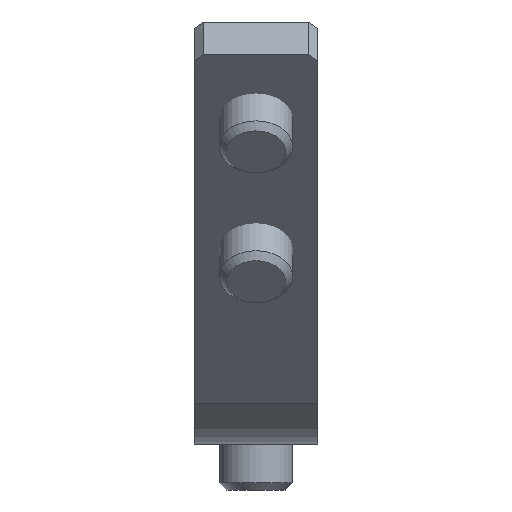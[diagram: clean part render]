
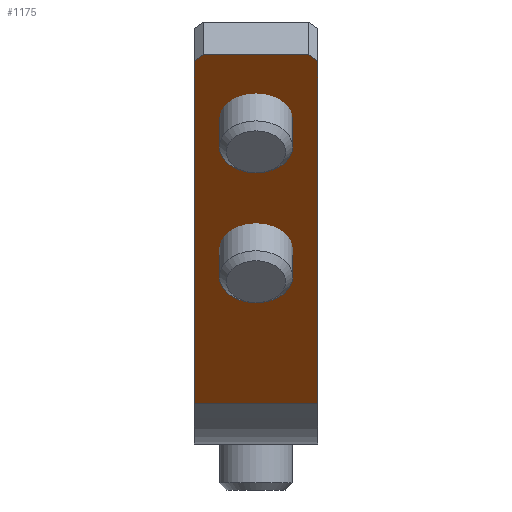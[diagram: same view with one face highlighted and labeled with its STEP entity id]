
A CAD part, left-side view. The second image highlights one B-rep face of the part: STEP entity #1175.
In plain terms, the highlighted planar face has unit normal (-0.707, 0, -0.707).
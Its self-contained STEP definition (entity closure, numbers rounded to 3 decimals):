
#64=FACE_BOUND('',#167,.T.);
#65=FACE_BOUND('',#168,.T.);
#94=FACE_OUTER_BOUND('',#166,.T.);
#166=EDGE_LOOP('',(#756,#757,#758,#759,#760,#761));
#167=EDGE_LOOP('',(#762));
#168=EDGE_LOOP('',(#763));
#266=CIRCLE('',#1256,3.324);
#267=CIRCLE('',#1257,3.324);
#295=LINE('',#1662,#393);
#297=LINE('',#1668,#395);
#300=LINE('',#1676,#398);
#301=LINE('',#1677,#399);
#302=LINE('',#1679,#400);
#303=LINE('',#1680,#401);
#393=VECTOR('',#1360,52.787);
#395=VECTOR('',#1364,52.787);
#398=VECTOR('',#1371,1.414);
#399=VECTOR('',#1372,13.5);
#400=VECTOR('',#1373,1.414);
#401=VECTOR('',#1374,11.5);
#489=VERTEX_POINT('',#1654);
#492=VERTEX_POINT('',#1660);
#493=VERTEX_POINT('',#1664);
#495=VERTEX_POINT('',#1667);
#498=VERTEX_POINT('',#1675);
#499=VERTEX_POINT('',#1678);
#500=VERTEX_POINT('',#1681);
#501=VERTEX_POINT('',#1683);
#600=EDGE_CURVE('',#489,#492,#295,.T.);
#602=EDGE_CURVE('',#495,#493,#297,.T.);
#606=EDGE_CURVE('',#489,#498,#300,.T.);
#607=EDGE_CURVE('',#495,#492,#301,.T.);
#608=EDGE_CURVE('',#499,#493,#302,.T.);
#609=EDGE_CURVE('',#499,#498,#303,.T.);
#610=EDGE_CURVE('',#500,#500,#266,.T.);
#611=EDGE_CURVE('',#501,#501,#267,.T.);
#756=ORIENTED_EDGE('',*,*,#606,.F.);
#757=ORIENTED_EDGE('',*,*,#600,.T.);
#758=ORIENTED_EDGE('',*,*,#607,.F.);
#759=ORIENTED_EDGE('',*,*,#602,.T.);
#760=ORIENTED_EDGE('',*,*,#608,.F.);
#761=ORIENTED_EDGE('',*,*,#609,.T.);
#762=ORIENTED_EDGE('',*,*,#610,.T.);
#763=ORIENTED_EDGE('',*,*,#611,.T.);
#1048=PLANE('',#1255);
#1175=ADVANCED_FACE('',(#94,#64,#65),#1048,.T.);
#1255=AXIS2_PLACEMENT_3D('',#1674,#1369,#1370);
#1256=AXIS2_PLACEMENT_3D('',#1682,#1375,#1376);
#1257=AXIS2_PLACEMENT_3D('',#1684,#1377,#1378);
#1360=DIRECTION('',(0.707,0.,-0.707));
#1364=DIRECTION('',(-0.707,0.,0.707));
#1369=DIRECTION('center_axis',(-0.707,0.,-0.707));
#1370=DIRECTION('ref_axis',(0.,-1.,0.));
#1371=DIRECTION('',(-0.5,-0.707,0.5));
#1372=DIRECTION('',(0.,1.,0.));
#1373=DIRECTION('',(0.5,-0.707,-0.5));
#1374=DIRECTION('',(0.,1.,0.));
#1375=DIRECTION('center_axis',(0.707,0.,0.707));
#1376=DIRECTION('ref_axis',(0.707,0.,-0.707));
#1377=DIRECTION('center_axis',(0.707,0.,0.707));
#1378=DIRECTION('ref_axis',(0.707,0.,-0.707));
#1654=CARTESIAN_POINT('',(-48.79,6.75,32.719));
#1660=CARTESIAN_POINT('',(-11.464,6.75,-4.607));
#1662=CARTESIAN_POINT('',(-7.071,6.75,-9.));
#1664=CARTESIAN_POINT('',(-48.79,-6.75,32.719));
#1667=CARTESIAN_POINT('',(-11.464,-6.75,-4.607));
#1668=CARTESIAN_POINT('',(-7.071,-6.75,-9.));
#1674=CARTESIAN_POINT('Origin',(-7.071,0.,-9.));
#1675=CARTESIAN_POINT('',(-49.497,5.75,33.426));
#1676=CARTESIAN_POINT('',(-41.309,17.33,25.238));
#1677=CARTESIAN_POINT('',(-11.464,0.,-4.607));
#1678=CARTESIAN_POINT('',(-49.497,-5.75,33.426));
#1679=CARTESIAN_POINT('',(-41.309,-17.33,25.238));
#1680=CARTESIAN_POINT('',(-49.497,0.,33.426));
#1681=CARTESIAN_POINT('',(-25.934,0.,9.863));
#1682=CARTESIAN_POINT('Origin',(-28.284,0.,12.213));
#1683=CARTESIAN_POINT('',(-40.076,0.,24.005));
#1684=CARTESIAN_POINT('Origin',(-42.426,0.,26.355));
